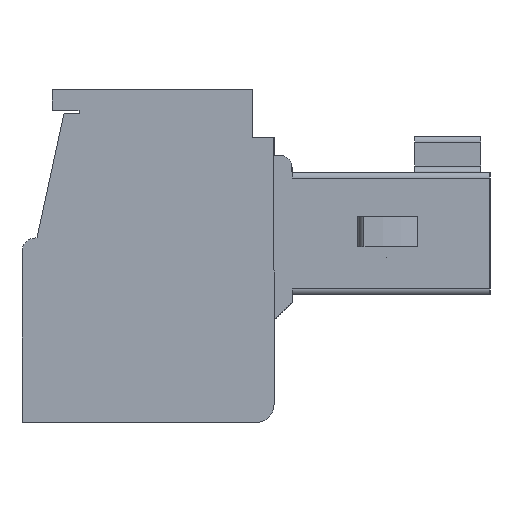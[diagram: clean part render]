
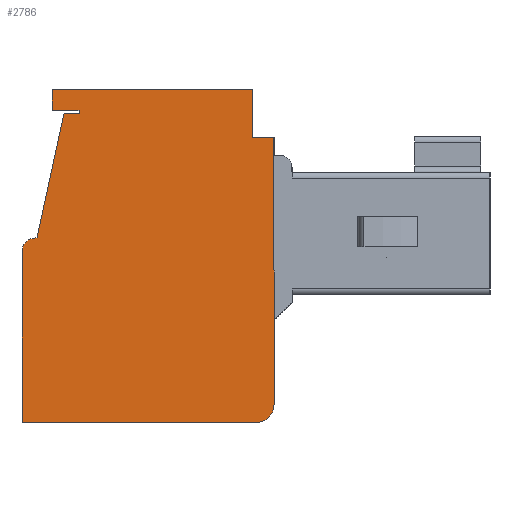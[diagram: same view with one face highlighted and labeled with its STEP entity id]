
A CAD part, left-side view. The second image highlights one B-rep face of the part: STEP entity #2786.
In plain terms, the highlighted planar face has unit normal (-1, 0, 0).
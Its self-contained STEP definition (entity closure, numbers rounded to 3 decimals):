
#193 = LINE ( 'NONE', #3200, #30900 ) ;
#1155 = VECTOR ( 'NONE', #7314, 1000. ) ;
#1427 = LINE ( 'NONE', #33684, #11946 ) ;
#1590 = ORIENTED_EDGE ( 'NONE', *, *, #10417, .T. ) ;
#1817 = ORIENTED_EDGE ( 'NONE', *, *, #35852, .F. ) ;
#1818 = CARTESIAN_POINT ( 'NONE',  ( 0., 15.6, 0. ) ) ;
#2786 = ADVANCED_FACE ( 'NONE', ( #32814 ), #36227, .F. ) ;
#3200 = CARTESIAN_POINT ( 'NONE',  ( 0., 7.92, 11.1 ) ) ;
#3486 = LINE ( 'NONE', #6446, #11822 ) ;
#4074 = DIRECTION ( 'NONE',  ( 0., 1., 0. ) ) ;
#4311 = ORIENTED_EDGE ( 'NONE', *, *, #29411, .T. ) ;
#4317 = VECTOR ( 'NONE', #10359, 1000. ) ;
#4915 = LINE ( 'NONE', #33149, #10172 ) ;
#5193 = VERTEX_POINT ( 'NONE', #36102 ) ;
#6155 = DIRECTION ( 'NONE',  ( 0., 0., -1. ) ) ;
#6243 = CARTESIAN_POINT ( 'NONE',  ( 0., 15.6, 0. ) ) ;
#6397 = CARTESIAN_POINT ( 'NONE',  ( 0., 15.1, 6.15 ) ) ;
#6446 = CARTESIAN_POINT ( 'NONE',  ( 0., 15.15, 6.15 ) ) ;
#6858 = VECTOR ( 'NONE', #39619, 1000. ) ;
#7121 = DIRECTION ( 'NONE',  ( 1., 0., 0. ) ) ;
#7314 = DIRECTION ( 'NONE',  ( 0., -1., 0. ) ) ;
#7555 = DIRECTION ( 'NONE',  ( 0., 0., 1. ) ) ;
#7842 = EDGE_CURVE ( 'NONE', #22243, #28464, #4915, .T. ) ;
#7977 = LINE ( 'NONE', #11564, #16292 ) ;
#8054 = EDGE_CURVE ( 'NONE', #33852, #12471, #29810, .T. ) ;
#8151 = DIRECTION ( 'NONE',  ( 0., 0., -1. ) ) ;
#9200 = CARTESIAN_POINT ( 'NONE',  ( 0., 13.7, 10.4 ) ) ;
#10058 = DIRECTION ( 'NONE',  ( 0., 0., 1. ) ) ;
#10172 = VECTOR ( 'NONE', #4074, 1000. ) ;
#10359 = DIRECTION ( 'NONE',  ( 0., 0., -1. ) ) ;
#10417 = EDGE_CURVE ( 'NONE', #20371, #26164, #16438, .T. ) ;
#10486 = EDGE_CURVE ( 'NONE', #16909, #25165, #7977, .T. ) ;
#10602 = AXIS2_PLACEMENT_3D ( 'NONE', #16638, #7121, #8151 ) ;
#10709 = EDGE_CURVE ( 'NONE', #27946, #25165, #38078, .T. ) ;
#11207 = DIRECTION ( 'NONE',  ( 0., -1., 0. ) ) ;
#11332 = LINE ( 'NONE', #36418, #1155 ) ;
#11348 = ORIENTED_EDGE ( 'NONE', *, *, #10709, .T. ) ;
#11564 = CARTESIAN_POINT ( 'NONE',  ( 0., 15.6, 11.1 ) ) ;
#11804 = CARTESIAN_POINT ( 'NONE',  ( 0., 13.7, 10.3 ) ) ;
#11822 = VECTOR ( 'NONE', #41914, 1000. ) ;
#11946 = VECTOR ( 'NONE', #23885, 1000. ) ;
#12299 = VECTOR ( 'NONE', #30811, 1000. ) ;
#12441 = ORIENTED_EDGE ( 'NONE', *, *, #14426, .T. ) ;
#12471 = VERTEX_POINT ( 'NONE', #29442 ) ;
#12547 = ORIENTED_EDGE ( 'NONE', *, *, #38693, .T. ) ;
#13466 = CARTESIAN_POINT ( 'NONE',  ( 0., 7.92, 9.5 ) ) ;
#14036 = EDGE_CURVE ( 'NONE', #28464, #5193, #193, .T. ) ;
#14426 = EDGE_CURVE ( 'NONE', #26736, #35007, #1427, .T. ) ;
#14622 = ORIENTED_EDGE ( 'NONE', *, *, #8054, .T. ) ;
#15593 = EDGE_CURVE ( 'NONE', #26164, #32759, #33491, .T. ) ;
#15759 = CARTESIAN_POINT ( 'NONE',  ( 0., 14.2, 10.3 ) ) ;
#16244 = CARTESIAN_POINT ( 'NONE',  ( 0., 14.6, 11.1 ) ) ;
#16292 = VECTOR ( 'NONE', #7555, 1000. ) ;
#16438 = LINE ( 'NONE', #26643, #6858 ) ;
#16638 = CARTESIAN_POINT ( 'NONE',  ( 0., 15.6, 11.1 ) ) ;
#16725 = CARTESIAN_POINT ( 'NONE',  ( 0., 7.8, 0.6 ) ) ;
#16909 = VERTEX_POINT ( 'NONE', #1818 ) ;
#17395 = LINE ( 'NONE', #26763, #12299 ) ;
#18790 = LINE ( 'NONE', #35385, #38102 ) ;
#19509 = EDGE_CURVE ( 'NONE', #32759, #26736, #33075, .T. ) ;
#19875 = EDGE_CURVE ( 'NONE', #30052, #27946, #3486, .T. ) ;
#20371 = VERTEX_POINT ( 'NONE', #16244 ) ;
#20381 = ORIENTED_EDGE ( 'NONE', *, *, #7842, .T. ) ;
#22137 = LINE ( 'NONE', #6243, #27761 ) ;
#22243 = VERTEX_POINT ( 'NONE', #22597 ) ;
#22597 = CARTESIAN_POINT ( 'NONE',  ( 0., 7.2, 9.5 ) ) ;
#23885 = DIRECTION ( 'NONE',  ( 0., 1., 0. ) ) ;
#25165 = VERTEX_POINT ( 'NONE', #35724 ) ;
#26164 = VERTEX_POINT ( 'NONE', #32064 ) ;
#26643 = CARTESIAN_POINT ( 'NONE',  ( 0., 14.6, 11.1 ) ) ;
#26736 = VERTEX_POINT ( 'NONE', #11804 ) ;
#26763 = CARTESIAN_POINT ( 'NONE',  ( 0., 7.2, 9.5 ) ) ;
#27761 = VECTOR ( 'NONE', #31539, 1000. ) ;
#27946 = VERTEX_POINT ( 'NONE', #38516 ) ;
#28095 = EDGE_LOOP ( 'NONE', ( #14622, #12547, #20381, #39301, #1817, #1590, #39649, #35232, #12441, #4311, #36019, #11348, #40925, #28461 ) ) ;
#28461 = ORIENTED_EDGE ( 'NONE', *, *, #37498, .T. ) ;
#28464 = VERTEX_POINT ( 'NONE', #13466 ) ;
#29411 = EDGE_CURVE ( 'NONE', #35007, #30052, #18790, .T. ) ;
#29442 = CARTESIAN_POINT ( 'NONE',  ( 0., 7.2, 0.6 ) ) ;
#29810 = CIRCLE ( 'NONE', #36613, 0.6 ) ;
#30052 = VERTEX_POINT ( 'NONE', #6397 ) ;
#30617 = AXIS2_PLACEMENT_3D ( 'NONE', #33185, #36404, #10058 ) ;
#30811 = DIRECTION ( 'NONE',  ( 0., 0., 1. ) ) ;
#30900 = VECTOR ( 'NONE', #41624, 1000. ) ;
#30945 = CARTESIAN_POINT ( 'NONE',  ( 0., 14.6, 10.4 ) ) ;
#31539 = DIRECTION ( 'NONE',  ( 0., -1., 0. ) ) ;
#31781 = DIRECTION ( 'NONE',  ( 0., 0.212, -0.977 ) ) ;
#32064 = CARTESIAN_POINT ( 'NONE',  ( 0., 14.6, 10.4 ) ) ;
#32255 = VECTOR ( 'NONE', #11207, 1000. ) ;
#32759 = VERTEX_POINT ( 'NONE', #9200 ) ;
#32814 = FACE_OUTER_BOUND ( 'NONE', #28095, .T. ) ;
#33075 = LINE ( 'NONE', #38836, #4317 ) ;
#33149 = CARTESIAN_POINT ( 'NONE',  ( 0., 7.92, 9.5 ) ) ;
#33185 = CARTESIAN_POINT ( 'NONE',  ( 0., 15.15, 5.7 ) ) ;
#33491 = LINE ( 'NONE', #30945, #32255 ) ;
#33684 = CARTESIAN_POINT ( 'NONE',  ( 0., 13.7, 10.3 ) ) ;
#33852 = VERTEX_POINT ( 'NONE', #38469 ) ;
#35007 = VERTEX_POINT ( 'NONE', #15759 ) ;
#35232 = ORIENTED_EDGE ( 'NONE', *, *, #19509, .T. ) ;
#35385 = CARTESIAN_POINT ( 'NONE',  ( 0., 15.1, 6.15 ) ) ;
#35465 = DIRECTION ( 'NONE',  ( -1., 0., 0. ) ) ;
#35724 = CARTESIAN_POINT ( 'NONE',  ( 0., 15.6, 5.7 ) ) ;
#35852 = EDGE_CURVE ( 'NONE', #20371, #5193, #11332, .T. ) ;
#36019 = ORIENTED_EDGE ( 'NONE', *, *, #19875, .T. ) ;
#36102 = CARTESIAN_POINT ( 'NONE',  ( 0., 7.92, 11.1 ) ) ;
#36227 = PLANE ( 'NONE',  #10602 ) ;
#36404 = DIRECTION ( 'NONE',  ( -1., 0., 0. ) ) ;
#36418 = CARTESIAN_POINT ( 'NONE',  ( 0., 15.6, 11.1 ) ) ;
#36613 = AXIS2_PLACEMENT_3D ( 'NONE', #16725, #35465, #6155 ) ;
#37498 = EDGE_CURVE ( 'NONE', #16909, #33852, #22137, .T. ) ;
#38078 = CIRCLE ( 'NONE', #30617, 0.45 ) ;
#38102 = VECTOR ( 'NONE', #31781, 1000. ) ;
#38469 = CARTESIAN_POINT ( 'NONE',  ( 0., 7.8, 0. ) ) ;
#38516 = CARTESIAN_POINT ( 'NONE',  ( 0., 15.15, 6.15 ) ) ;
#38693 = EDGE_CURVE ( 'NONE', #12471, #22243, #17395, .T. ) ;
#38836 = CARTESIAN_POINT ( 'NONE',  ( 0., 13.7, 10.4 ) ) ;
#39301 = ORIENTED_EDGE ( 'NONE', *, *, #14036, .T. ) ;
#39619 = DIRECTION ( 'NONE',  ( 0., 0., -1. ) ) ;
#39649 = ORIENTED_EDGE ( 'NONE', *, *, #15593, .T. ) ;
#40925 = ORIENTED_EDGE ( 'NONE', *, *, #10486, .F. ) ;
#41624 = DIRECTION ( 'NONE',  ( 0., 0., 1. ) ) ;
#41914 = DIRECTION ( 'NONE',  ( 0., 1., 0. ) ) ;
